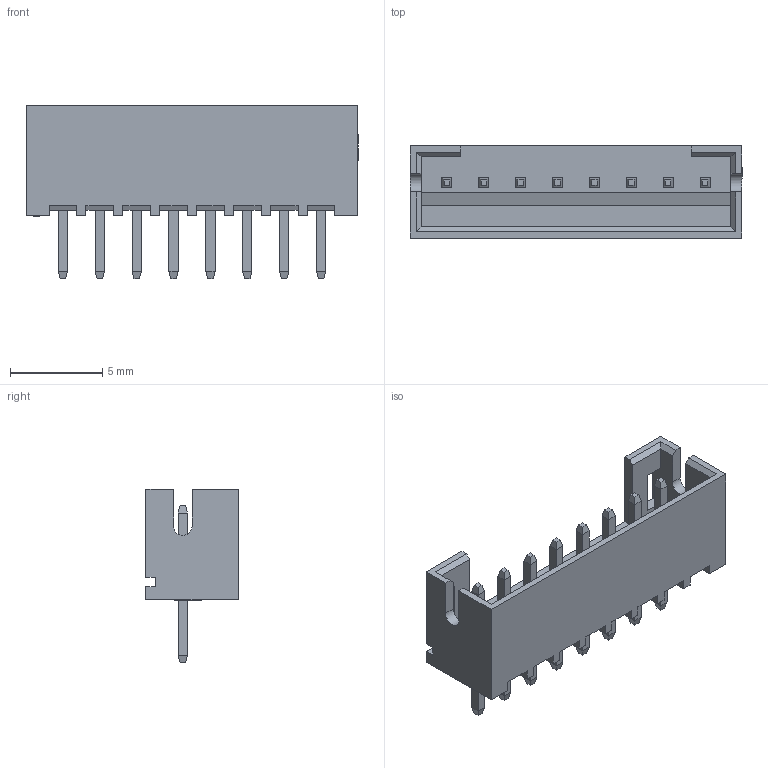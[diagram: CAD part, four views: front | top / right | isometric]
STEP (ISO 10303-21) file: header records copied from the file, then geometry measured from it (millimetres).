
FILE_DESCRIPTION(/* description */ (''),/* implementation_level */ '2;1');
FILE_NAME(/* name */ 'CONN-TH_8P-P2.00_PH-8A.step',/* time_stamp */ '2023-05-04T23:45:11+08:00',/* author */ (''),/* organization */ (''),/* preprocessor_version */ 'ST-DEVELOPER v19.2',/* originating_system */ 'Autodesk Translation Framework v12.4.0.73',/* authorisation */ '');
FILE_SCHEMA (('AUTOMOTIVE_DESIGN { 1 0 10303 214 3 1 1 }'));
Length unit declared in the file: millimetre
Products named in the file (3): CN1; CONN-TH_8P-P2.00_PH-8A; COMPOUND (1)
Assembly tree (2 placements, depth 3):
  CN1
    CONN-TH_8P-P2.00_PH-8A
      COMPOUND (1)
Bounding box: 18 x 5 x 9.4 mm (x, y, z)
Volume: 207.9 mm3; surface area: 718.2 mm2
Topology: 9 solids, 9 shells, 327 faces, 844 edges, 540 vertices
Faces by surface type: plane 325, cylinder 2
Entity records: 10111 total; most frequent: CARTESIAN_POINT 1716, ORIENTED_EDGE 1688, DIRECTION 1512, EDGE_CURVE 844, LINE 840, VECTOR 840, VERTEX_POINT 540, EDGE_LOOP 352
